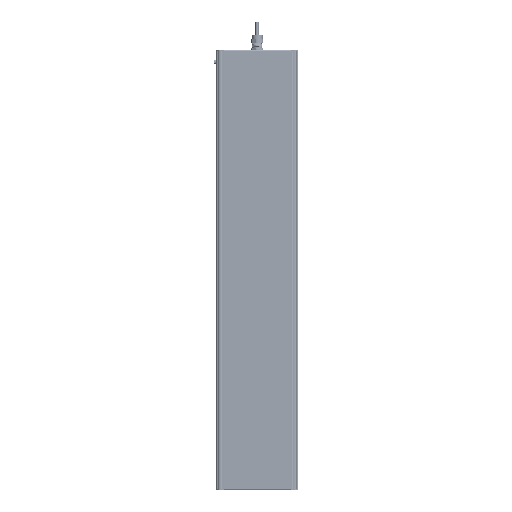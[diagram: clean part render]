
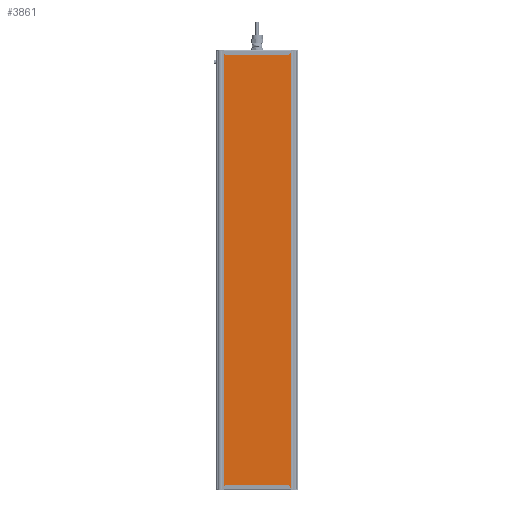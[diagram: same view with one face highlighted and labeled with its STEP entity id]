
A CAD part, front view. The second image highlights one B-rep face of the part: STEP entity #3861.
In plain terms, the highlighted face is planar.
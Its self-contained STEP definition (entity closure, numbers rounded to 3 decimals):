
#3861=ADVANCED_FACE('',(#10445),#10447,.T.);
#10445=FACE_BOUND('',#10446,.T.);
#10446=EDGE_LOOP('',(#41353,#41354,#41355,#41356));
#10447=PLANE('',#10448);
#10448=AXIS2_PLACEMENT_3D('',#10449,#10450,#10451);
#10449=CARTESIAN_POINT('',(2111.497,401.002,-34.582));
#10450=DIRECTION('',(0.,0.,-1.));
#10451=DIRECTION('',(0.,1.,0.));
#41353=ORIENTED_EDGE('',*,*,#47207,.F.);
#41354=ORIENTED_EDGE('',*,*,#47206,.T.);
#41355=ORIENTED_EDGE('',*,*,#47208,.F.);
#41356=ORIENTED_EDGE('',*,*,#47198,.F.);
#47198=EDGE_CURVE('',#51562,#51565,#51566,.T.);
#47206=EDGE_CURVE('',#51575,#51577,#51579,.T.);
#47207=EDGE_CURVE('',#51575,#51562,#51580,.T.);
#47208=EDGE_CURVE('',#51565,#51577,#51581,.T.);
#51562=VERTEX_POINT('',#60736);
#51565=VERTEX_POINT('',#60741);
#51566=LINE('',#60742,#60743);
#51575=VERTEX_POINT('',#60763);
#51577=VERTEX_POINT('',#60767);
#51579=LINE('',#60771,#60772);
#51580=LINE('',#60774,#60775);
#51581=LINE('',#60777,#60778);
#60736=CARTESIAN_POINT('',(2111.497,401.002,-34.582));
#60741=CARTESIAN_POINT('',(3107.497,401.002,-34.582));
#60742=CARTESIAN_POINT('',(2111.497,401.002,-34.582));
#60743=VECTOR('',#60744,1.);
#60744=DIRECTION('',(1.,0.,0.));
#60763=CARTESIAN_POINT('',(2111.497,565.13,-34.582));
#60767=CARTESIAN_POINT('',(3107.497,565.13,-34.582));
#60771=CARTESIAN_POINT('',(2111.497,565.13,-34.582));
#60772=VECTOR('',#60773,1.);
#60773=DIRECTION('',(1.,0.,0.));
#60774=CARTESIAN_POINT('',(2111.497,565.13,-34.582));
#60775=VECTOR('',#60776,1.);
#60776=DIRECTION('',(0.,-1.,0.));
#60777=CARTESIAN_POINT('',(3107.497,401.002,-34.582));
#60778=VECTOR('',#60779,1.);
#60779=DIRECTION('',(0.,1.,0.));
